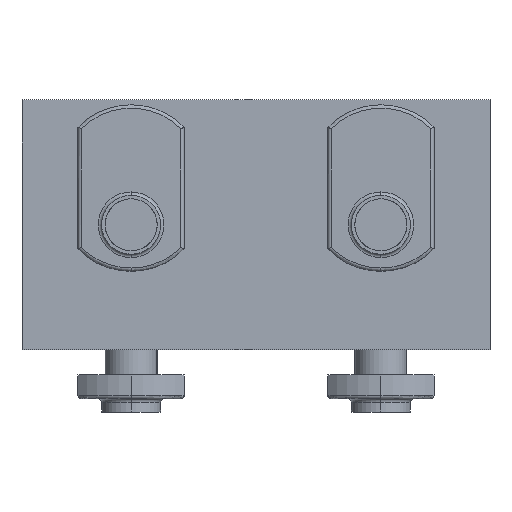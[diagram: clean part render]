
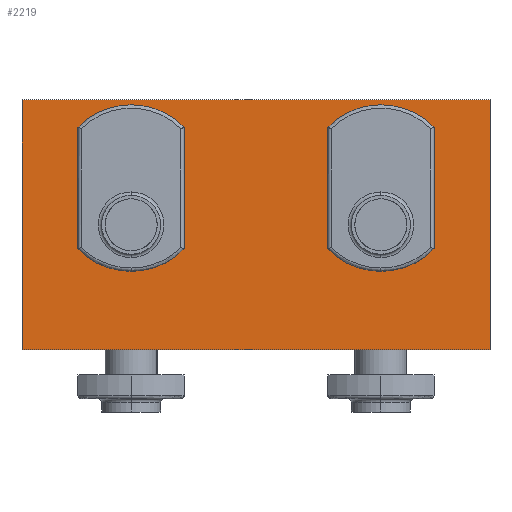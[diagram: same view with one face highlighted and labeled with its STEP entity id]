
A CAD part, front view. The second image highlights one B-rep face of the part: STEP entity #2219.
In plain terms, the highlighted planar face has unit normal (0, -1, 0).
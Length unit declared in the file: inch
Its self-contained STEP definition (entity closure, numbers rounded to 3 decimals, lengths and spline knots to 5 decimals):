
#5 = ORIENTED_EDGE ( 'NONE', *, *, #2128, .F. ) ;
#21 = ORIENTED_EDGE ( 'NONE', *, *, #2147, .F. ) ;
#93 = VERTEX_POINT ( 'NONE', #779 ) ;
#111 = EDGE_CURVE ( 'NONE', #676, #93, #896, .T. ) ;
#267 = CARTESIAN_POINT ( 'NONE',  ( 0.75, 0., 0.914 ) ) ;
#292 = CARTESIAN_POINT ( 'NONE',  ( -0.75, 0., 0.586 ) ) ;
#293 = CARTESIAN_POINT ( 'NONE',  ( -1.405, 0., 0. ) ) ;
#350 = CIRCLE ( 'NONE', #351, 0.164 ) ;
#351 = AXIS2_PLACEMENT_3D ( 'NONE', #354, #355, #356 ) ;
#354 = CARTESIAN_POINT ( 'NONE',  ( -0.75, 0., 0.75 ) ) ;
#355 = DIRECTION ( 'NONE',  ( 0., -1., 0. ) ) ;
#356 = DIRECTION ( 'NONE',  ( 0., 0., -1. ) ) ;
#379 = LINE ( 'NONE', #380, #381 ) ;
#380 = CARTESIAN_POINT ( 'NONE',  ( -1.405, 0., 0. ) ) ;
#381 = VECTOR ( 'NONE', #382, 39.37008 ) ;
#382 = DIRECTION ( 'NONE',  ( 1., 0., 0. ) ) ;
#487 = CARTESIAN_POINT ( 'NONE',  ( 1.405, 0., 1.5 ) ) ;
#516 = CARTESIAN_POINT ( 'NONE',  ( -0.75, 0., 0.914 ) ) ;
#544 = FACE_BOUND ( 'NONE', #2206, .T. ) ;
#545 = FACE_BOUND ( 'NONE', #2413, .T. ) ;
#546 = FACE_OUTER_BOUND ( 'NONE', #2305, .T. ) ;
#547 = PLANE ( 'NONE',  #548 ) ;
#548 = AXIS2_PLACEMENT_3D ( 'NONE', #549, #550, #551 ) ;
#549 = CARTESIAN_POINT ( 'NONE',  ( -1.405, 0., 1.5 ) ) ;
#550 = DIRECTION ( 'NONE',  ( 0., -1., 0. ) ) ;
#551 = DIRECTION ( 'NONE',  ( 0., 0., -1. ) ) ;
#632 = LINE ( 'NONE', #633, #634 ) ;
#633 = CARTESIAN_POINT ( 'NONE',  ( 1.405, 0., 1.5 ) ) ;
#634 = VECTOR ( 'NONE', #635, 39.37008 ) ;
#635 = DIRECTION ( 'NONE',  ( 0., 0., -1. ) ) ;
#676 = VERTEX_POINT ( 'NONE', #267 ) ;
#682 = LINE ( 'NONE', #683, #684 ) ;
#683 = CARTESIAN_POINT ( 'NONE',  ( -1.405, 0., 1.5 ) ) ;
#684 = VECTOR ( 'NONE', #685, 39.37008 ) ;
#685 = DIRECTION ( 'NONE',  ( 0., 0., -1. ) ) ;
#779 = CARTESIAN_POINT ( 'NONE',  ( 0.75, 0., 0.586 ) ) ;
#819 = CARTESIAN_POINT ( 'NONE',  ( 1.405, 0., 0. ) ) ;
#896 = CIRCLE ( 'NONE', #897, 0.164 ) ;
#897 = AXIS2_PLACEMENT_3D ( 'NONE', #898, #899, #900 ) ;
#898 = CARTESIAN_POINT ( 'NONE',  ( 0.75, 0., 0.75 ) ) ;
#899 = DIRECTION ( 'NONE',  ( 0., -1., 0. ) ) ;
#900 = DIRECTION ( 'NONE',  ( 0., 0., -1. ) ) ;
#1051 = CIRCLE ( 'NONE', #1052, 0.164 ) ;
#1052 = AXIS2_PLACEMENT_3D ( 'NONE', #1053, #1057, #1058 ) ;
#1053 = CARTESIAN_POINT ( 'NONE',  ( -0.75, 0., 0.75 ) ) ;
#1057 = DIRECTION ( 'NONE',  ( 0., -1., 0. ) ) ;
#1058 = DIRECTION ( 'NONE',  ( 0., 0., -1. ) ) ;
#1145 = CARTESIAN_POINT ( 'NONE',  ( -1.405, 0., 1.5 ) ) ;
#1212 = VERTEX_POINT ( 'NONE', #516 ) ;
#1224 = CIRCLE ( 'NONE', #1225, 0.164 ) ;
#1225 = AXIS2_PLACEMENT_3D ( 'NONE', #1226, #1227, #1228 ) ;
#1226 = CARTESIAN_POINT ( 'NONE',  ( 0.75, 0., 0.75 ) ) ;
#1227 = DIRECTION ( 'NONE',  ( 0., -1., 0. ) ) ;
#1228 = DIRECTION ( 'NONE',  ( 0., 0., -1. ) ) ;
#1293 = LINE ( 'NONE', #1294, #1295 ) ;
#1294 = CARTESIAN_POINT ( 'NONE',  ( -1.405, 0., 1.5 ) ) ;
#1295 = VECTOR ( 'NONE', #1296, 39.37008 ) ;
#1296 = DIRECTION ( 'NONE',  ( 1., 0., 0. ) ) ;
#2128 = EDGE_CURVE ( 'NONE', #93, #676, #1224, .T. ) ;
#2147 = EDGE_CURVE ( 'NONE', #2465, #2215, #1293, .T. ) ;
#2206 = EDGE_LOOP ( 'NONE', ( #5, #2431 ) ) ;
#2215 = VERTEX_POINT ( 'NONE', #487 ) ;
#2219 = ADVANCED_FACE ( 'NONE', ( #544, #545, #546 ), #547, .T. ) ;
#2228 = EDGE_CURVE ( 'NONE', #2215, #2419, #632, .T. ) ;
#2255 = ORIENTED_EDGE ( 'NONE', *, *, #2228, .F. ) ;
#2305 = EDGE_LOOP ( 'NONE', ( #2255, #21, #2426, #2367 ) ) ;
#2320 = ORIENTED_EDGE ( 'NONE', *, *, #2453, .F. ) ;
#2348 = VERTEX_POINT ( 'NONE', #292 ) ;
#2349 = VERTEX_POINT ( 'NONE', #293 ) ;
#2357 = EDGE_CURVE ( 'NONE', #2348, #1212, #350, .T. ) ;
#2362 = EDGE_CURVE ( 'NONE', #2349, #2419, #379, .T. ) ;
#2367 = ORIENTED_EDGE ( 'NONE', *, *, #2362, .T. ) ;
#2381 = ORIENTED_EDGE ( 'NONE', *, *, #2357, .F. ) ;
#2399 = EDGE_CURVE ( 'NONE', #2465, #2349, #682, .T. ) ;
#2413 = EDGE_LOOP ( 'NONE', ( #2381, #2320 ) ) ;
#2419 = VERTEX_POINT ( 'NONE', #819 ) ;
#2426 = ORIENTED_EDGE ( 'NONE', *, *, #2399, .T. ) ;
#2431 = ORIENTED_EDGE ( 'NONE', *, *, #111, .F. ) ;
#2453 = EDGE_CURVE ( 'NONE', #1212, #2348, #1051, .T. ) ;
#2465 = VERTEX_POINT ( 'NONE', #1145 ) ;
